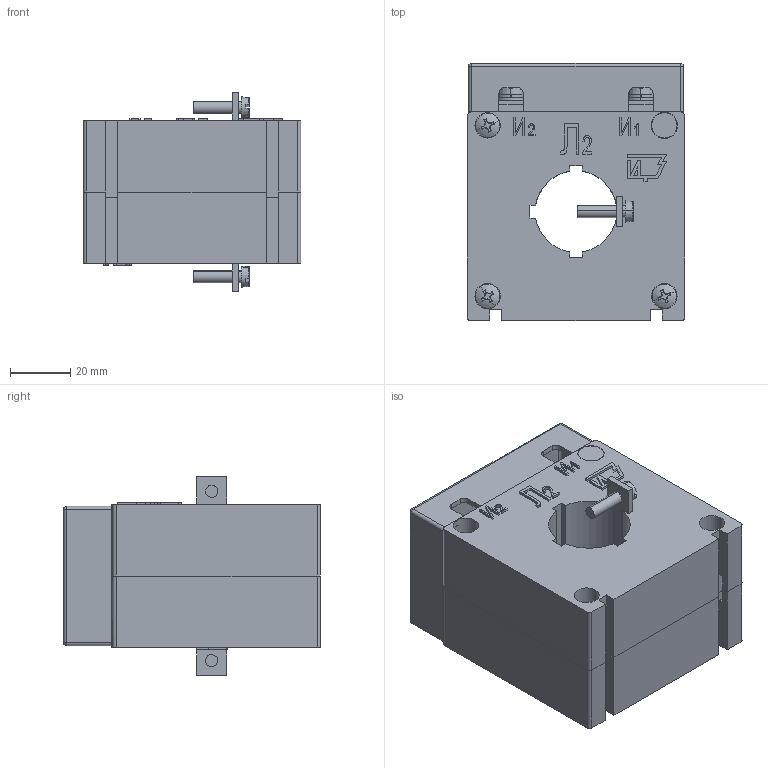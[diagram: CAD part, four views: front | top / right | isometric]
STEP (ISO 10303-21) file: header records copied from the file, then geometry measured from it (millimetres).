
FILE_DESCRIPTION (( 'STEP AP214' ), '1' );
FILE_NAME ('ÒØ-0,66-2Í.STEP', '2023-08-02T10:39:37', ( '' ), ( '' ), 'SwSTEP 2.0', 'SolidWorks 2014', '' );
FILE_SCHEMA (( 'AUTOMOTIVE_DESIGN' ));
Length unit declared in the file: millimetre
Products named in the file (46): ÂÅÈÓ.754312.152 Òàáëè÷êà ïðåäñòàâèòåëüíàÿ; 屡扔.754312.158 亦犭梓赅; ÂÅÈÓ.686171.016 Ïîëóêîðïóñ Ë1 âàð À; ÂÅÈÓ.686171.015 Ïîëóêîðïóñ Ë2 âàð À_-00; 屡扔.741131.008 想囗赅_-01; 屡扔.754468.001 想铎徉; ÂÅÈÓ.323293.013 Êðûøêà çàùèòíàÿ_-02; ÂÅÈÓ.757249.004 Ïëàñòèíà êîíòàêòíàÿ; ÂÅÈÓ.685412.034 Ìàãíèòîïðîâîä ñ îáìîòêîé_01; ﾘ琺矜 5.01.019 ﾃﾎﾑﾒ11371-78; ﾘ琺矜 5.65ﾃ.019 ﾃﾎﾑﾒ 6402-70; 妈眚 󊙅0.58.019 梦岩17473-80; Øóðóï 2-4õ20.019 ÃÎÑÒ 1144-80; Ãàéêà Ì4.5.019 ÃÎÑÒ5915-70; 妈眚 󊅠.58.019 梦岩17473-80; 妈眚 󊅙6.58.019 梦岩17473-80; ﾒﾘ-0,66-2ﾍ; ÂÅÈÓ.686171.015 Ïîëóêîðïóñ Ë2 âàð À; 屡扔.741131.008 想囗赅; ÂÅÈÓ.323293.013 Êðûøêà çàùèòíàÿ
Assembly tree (30 placements, depth 3):
  ÂÅÈÓ.754312.152 Òàáëè÷êà ïðåäñòàâèòåëüíàÿ
  屡扔.754312.158 亦犭梓赅
  ﾒﾘ-0,66-2ﾍ
    ÂÅÈÓ.686171.016 Ïîëóêîðïóñ Ë1 âàð À
    ÂÅÈÓ.686171.015 Ïîëóêîðïóñ Ë2 âàð À_-00
    屡扔.741131.008 想囗赅_-01
    屡扔.754468.001 想铎徉
    ÂÅÈÓ.323293.013 Êðûøêà çàùèòíàÿ_-02
    ÂÅÈÓ.685412.034 Ìàãíèòîïðîâîä ñ îáìîòêîé_01
      ÂÅÈÓ.757249.004 Ïëàñòèíà êîíòàêòíàÿ  x2
    ﾘ琺矜 5.01.019 ﾃﾎﾑﾒ11371-78  x4
    ﾘ琺矜 5.65ﾃ.019 ﾃﾎﾑﾒ 6402-70  x4
    妈眚 󊙅0.58.019 梦岩17473-80  x4
    Øóðóï 2-4õ20.019 ÃÎÑÒ 1144-80  x4
    Ãàéêà Ì4.5.019 ÃÎÑÒ5915-70
    妈眚 󊅠.58.019 梦岩17473-80
    妈眚 󊅙6.58.019 梦岩17473-80  x2
    ÂÅÈÓ.754312.152 Òàáëè÷êà ïðåäñòàâèòåëüíàÿ
    屡扔.754312.158 亦犭梓赅
  ÂÅÈÓ.686171.016 Ïîëóêîðïóñ Ë1 âàð À
  ÂÅÈÓ.686171.015 Ïîëóêîðïóñ Ë2 âàð À
Bounding box: 72 x 85 x 66 mm (x, y, z)
Volume: 88661.6 mm3; surface area: 83825.6 mm2
Topology: 29 solids, 29 shells, 967 faces, 2511 edges, 1627 vertices
Faces by surface type: plane 602, cylinder 221, cone 66, torus 33, bspline 29, sphere 16
Entity records: 25451 total; most frequent: CARTESIAN_POINT 5968, ORIENTED_EDGE 3834, DIRECTION 3702, EDGE_CURVE 1917, LINE 1358, VECTOR 1358, VERTEX_POINT 1250, AXIS2_PLACEMENT_3D 1172
